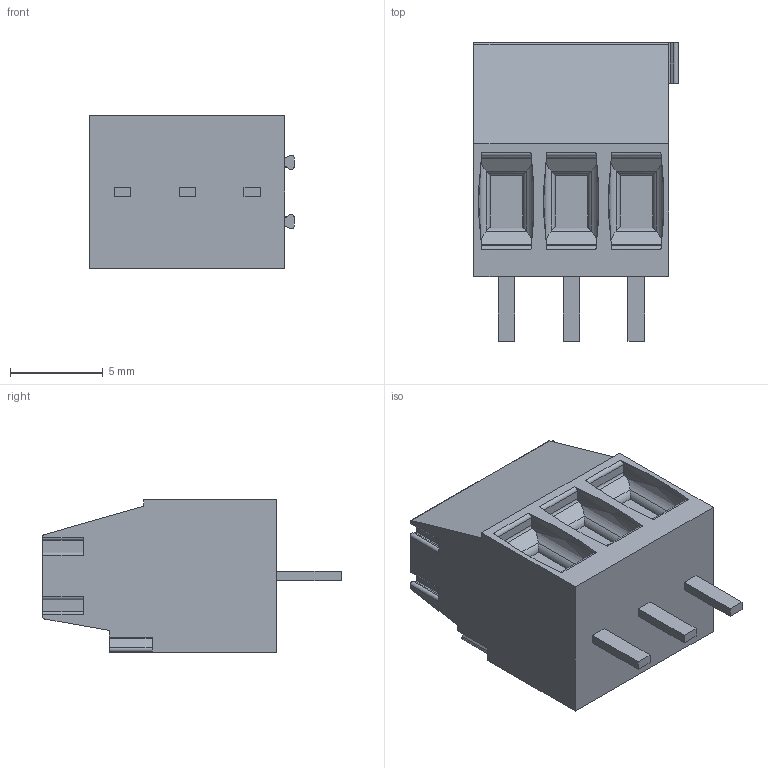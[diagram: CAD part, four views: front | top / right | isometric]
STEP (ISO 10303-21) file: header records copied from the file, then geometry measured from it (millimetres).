
FILE_DESCRIPTION((''),'2;1');
FILE_NAME('C-284391-3','2021-01-30T07:02:52',('workeradm'),('TE Connectivity Ltd.'),'CREO PARAMETRIC BY PTC INC, 2019292','CREO PARAMETRIC BY PTC INC, 2019292','');
FILE_SCHEMA(('AUTOMOTIVE_DESIGN { 1 0 10303 214 1 1 1 1 }'));
Length unit declared in the file: millimetre
Products named in the file (1): C-284391-3
Bounding box: 11 x 16.1 x 8.2 mm (x, y, z)
Volume: 860.4 mm3; surface area: 786.5 mm2
Topology: 1 solids, 1 shells, 241 faces, 660 edges, 442 vertices
Faces by surface type: plane 151, cylinder 90
Entity records: 9221 total; most frequent: CARTESIAN_POINT 2916, ORIENTED_EDGE 1320, DIRECTION 1082, EDGE_CURVE 660, VERTEX_POINT 442, VECTOR 420, LINE 420, AXIS2_PLACEMENT_3D 331
